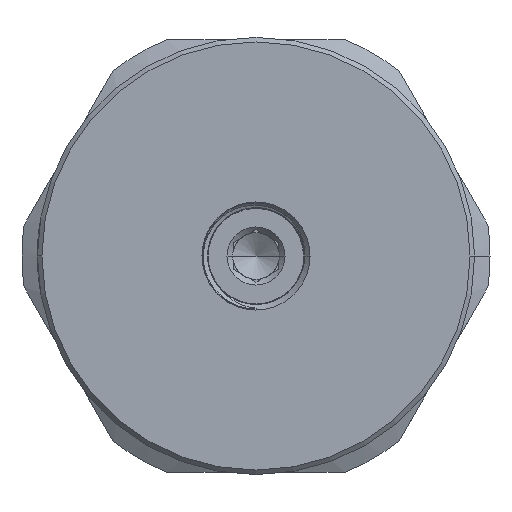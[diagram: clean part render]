
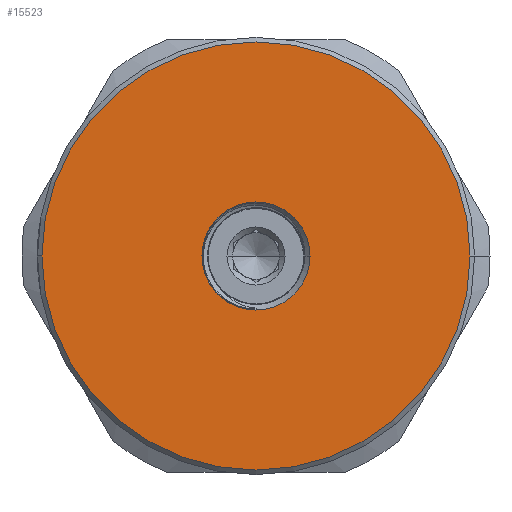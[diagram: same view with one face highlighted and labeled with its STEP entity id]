
A CAD part, left-side view. The second image highlights one B-rep face of the part: STEP entity #15523.
In plain terms, the highlighted planar face has unit normal (-1, 0, 0).
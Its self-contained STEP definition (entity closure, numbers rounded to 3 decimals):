
#1866 = FACE_OUTER_BOUND ( 'NONE', #16410, .T. ) ;
#2644 = DIRECTION ( 'NONE',  ( -1., 0., 0. ) ) ;
#2935 = AXIS2_PLACEMENT_3D ( 'NONE', #17698, #14555, #26256 ) ;
#3662 = DIRECTION ( 'NONE',  ( 1., 0., 0. ) ) ;
#4252 = CARTESIAN_POINT ( 'NONE',  ( -102.141, 0., 0. ) ) ;
#4594 = FACE_BOUND ( 'NONE', #24820, .T. ) ;
#6823 = DIRECTION ( 'NONE',  ( -1., 0., 0. ) ) ;
#7125 = PLANE ( 'NONE',  #31961 ) ;
#7559 = VERTEX_POINT ( 'NONE', #29085 ) ;
#7726 = CIRCLE ( 'NONE', #14829, 18.8 ) ;
#9777 = VERTEX_POINT ( 'NONE', #34638 ) ;
#11166 = AXIS2_PLACEMENT_3D ( 'NONE', #13560, #2644, #19604 ) ;
#11531 = ORIENTED_EDGE ( 'NONE', *, *, #18271, .T. ) ;
#12143 = EDGE_CURVE ( 'NONE', #27005, #9777, #7726, .T. ) ;
#13560 = CARTESIAN_POINT ( 'NONE',  ( -102.141, 0., 0. ) ) ;
#14555 = DIRECTION ( 'NONE',  ( 1., 0., 0. ) ) ;
#14829 = AXIS2_PLACEMENT_3D ( 'NONE', #15332, #6823, #21252 ) ;
#15332 = CARTESIAN_POINT ( 'NONE',  ( -102.141, 0., 0. ) ) ;
#15523 = ADVANCED_FACE ( 'NONE', ( #4594, #1866 ), #7125, .F. ) ;
#16410 = EDGE_LOOP ( 'NONE', ( #23892, #28703 ) ) ;
#16449 = CIRCLE ( 'NONE', #2935, 4.75 ) ;
#17698 = CARTESIAN_POINT ( 'NONE',  ( -102.141, 0., 0. ) ) ;
#17941 = CARTESIAN_POINT ( 'NONE',  ( -102.141, -4.75, 0. ) ) ;
#18265 = AXIS2_PLACEMENT_3D ( 'NONE', #20842, #3662, #23737 ) ;
#18271 = EDGE_CURVE ( 'NONE', #26880, #7559, #21855, .T. ) ;
#18456 = CARTESIAN_POINT ( 'NONE',  ( -102.141, -18.8, 0. ) ) ;
#18533 = DIRECTION ( 'NONE',  ( 0., -1., 0. ) ) ;
#19463 = CIRCLE ( 'NONE', #11166, 18.8 ) ;
#19604 = DIRECTION ( 'NONE',  ( 0., -1., 0. ) ) ;
#20842 = CARTESIAN_POINT ( 'NONE',  ( -102.141, 0., 0. ) ) ;
#21252 = DIRECTION ( 'NONE',  ( 0., -1., 0. ) ) ;
#21855 = CIRCLE ( 'NONE', #18265, 4.75 ) ;
#22648 = EDGE_CURVE ( 'NONE', #7559, #26880, #16449, .T. ) ;
#23737 = DIRECTION ( 'NONE',  ( 0., -1., 0. ) ) ;
#23892 = ORIENTED_EDGE ( 'NONE', *, *, #12143, .T. ) ;
#24820 = EDGE_LOOP ( 'NONE', ( #30485, #11531 ) ) ;
#26256 = DIRECTION ( 'NONE',  ( 0., -1., 0. ) ) ;
#26880 = VERTEX_POINT ( 'NONE', #17941 ) ;
#27005 = VERTEX_POINT ( 'NONE', #18456 ) ;
#28703 = ORIENTED_EDGE ( 'NONE', *, *, #29993, .T. ) ;
#29085 = CARTESIAN_POINT ( 'NONE',  ( -102.141, 4.75, 0. ) ) ;
#29993 = EDGE_CURVE ( 'NONE', #9777, #27005, #19463, .T. ) ;
#30485 = ORIENTED_EDGE ( 'NONE', *, *, #22648, .T. ) ;
#31961 = AXIS2_PLACEMENT_3D ( 'NONE', #4252, #35484, #18533 ) ;
#34638 = CARTESIAN_POINT ( 'NONE',  ( -102.141, 18.8, 0. ) ) ;
#35484 = DIRECTION ( 'NONE',  ( 1., 0., 0. ) ) ;
